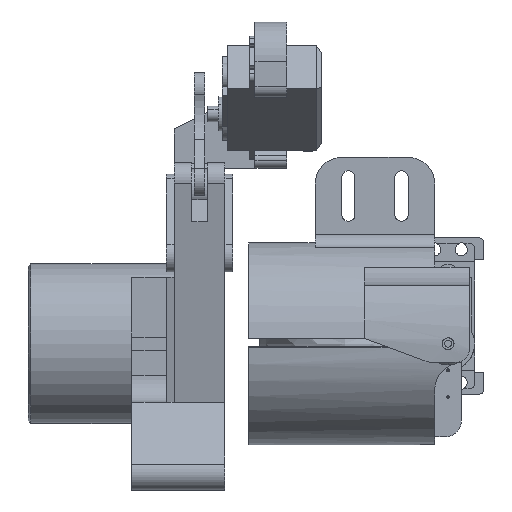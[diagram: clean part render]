
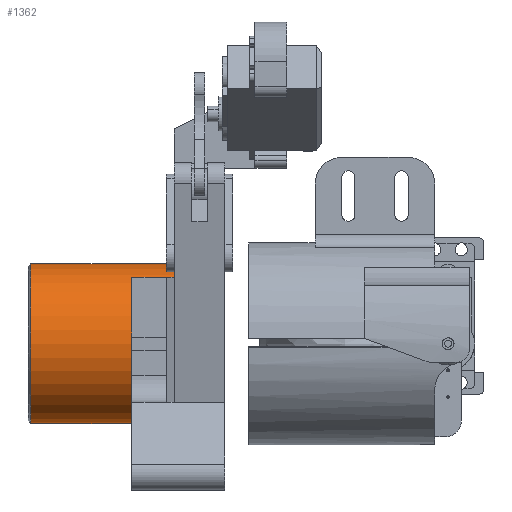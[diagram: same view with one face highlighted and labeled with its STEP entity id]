
A CAD part, left-side view. The second image highlights one B-rep face of the part: STEP entity #1362.
In plain terms, the highlighted cylindrical face has radius 30 mm (diameter 60 mm), a partial arc.
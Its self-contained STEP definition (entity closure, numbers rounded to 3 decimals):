
#481 = CARTESIAN_POINT ( 'NONE',  ( -30., 0., 0. ) ) ;
#531 = CYLINDRICAL_SURFACE ( 'NONE', #8174, 30. ) ;
#708 = EDGE_CURVE ( 'NONE', #11162, #5041, #8699, .T. ) ;
#1124 = CARTESIAN_POINT ( 'NONE',  ( 0., 0., 0. ) ) ;
#1362 = ADVANCED_FACE ( 'NONE', ( #2966 ), #531, .T. ) ;
#1479 = DIRECTION ( 'NONE',  ( 0., 0., 1. ) ) ;
#2093 = EDGE_CURVE ( 'NONE', #9336, #9900, #9581, .T. ) ;
#2195 = EDGE_CURVE ( 'NONE', #9900, #11162, #7727, .T. ) ;
#2325 = DIRECTION ( 'NONE',  ( 0., 0., 1. ) ) ;
#2329 = CARTESIAN_POINT ( 'NONE',  ( 30., 0., 69. ) ) ;
#2883 = DIRECTION ( 'NONE',  ( 1., 0., 0. ) ) ;
#2923 = LINE ( 'NONE', #13336, #13484 ) ;
#2966 = FACE_OUTER_BOUND ( 'NONE', #13870, .T. ) ;
#3797 = ORIENTED_EDGE ( 'NONE', *, *, #2093, .T. ) ;
#4001 = AXIS2_PLACEMENT_3D ( 'NONE', #15259, #5710, #5863 ) ;
#4546 = CARTESIAN_POINT ( 'NONE',  ( -30., 0., 69. ) ) ;
#5041 = VERTEX_POINT ( 'NONE', #2329 ) ;
#5620 = ORIENTED_EDGE ( 'NONE', *, *, #13249, .F. ) ;
#5686 = CARTESIAN_POINT ( 'NONE',  ( 30., 0., 1. ) ) ;
#5710 = DIRECTION ( 'NONE',  ( 0., 0., -1. ) ) ;
#5863 = DIRECTION ( 'NONE',  ( 1., 0., 0. ) ) ;
#6387 = DIRECTION ( 'NONE',  ( 0., 0., 1. ) ) ;
#7641 = ORIENTED_EDGE ( 'NONE', *, *, #708, .T. ) ;
#7727 = LINE ( 'NONE', #481, #15134 ) ;
#8174 = AXIS2_PLACEMENT_3D ( 'NONE', #1124, #2325, #2883 ) ;
#8557 = CARTESIAN_POINT ( 'NONE',  ( 0., 0., 1. ) ) ;
#8699 = CIRCLE ( 'NONE', #4001, 30. ) ;
#8757 = DIRECTION ( 'NONE',  ( 0., 0., 1. ) ) ;
#9336 = VERTEX_POINT ( 'NONE', #5686 ) ;
#9581 = CIRCLE ( 'NONE', #12851, 30. ) ;
#9900 = VERTEX_POINT ( 'NONE', #15102 ) ;
#10886 = DIRECTION ( 'NONE',  ( 1., 0., 0. ) ) ;
#11162 = VERTEX_POINT ( 'NONE', #4546 ) ;
#12851 = AXIS2_PLACEMENT_3D ( 'NONE', #8557, #1479, #10886 ) ;
#13249 = EDGE_CURVE ( 'NONE', #9336, #5041, #2923, .T. ) ;
#13336 = CARTESIAN_POINT ( 'NONE',  ( 30., 0., 0. ) ) ;
#13484 = VECTOR ( 'NONE', #6387, 1000. ) ;
#13870 = EDGE_LOOP ( 'NONE', ( #3797, #14861, #7641, #5620 ) ) ;
#14861 = ORIENTED_EDGE ( 'NONE', *, *, #2195, .T. ) ;
#15102 = CARTESIAN_POINT ( 'NONE',  ( -30., 0., 1. ) ) ;
#15134 = VECTOR ( 'NONE', #8757, 1000. ) ;
#15259 = CARTESIAN_POINT ( 'NONE',  ( 0., 0., 69. ) ) ;
